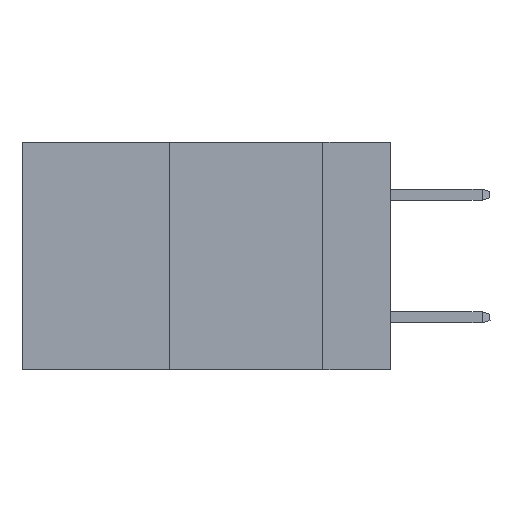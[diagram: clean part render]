
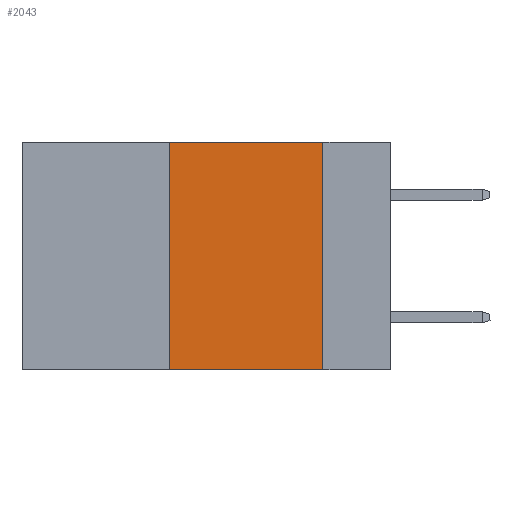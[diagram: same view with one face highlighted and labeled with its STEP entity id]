
A CAD part, left-side view. The second image highlights one B-rep face of the part: STEP entity #2043.
In plain terms, the highlighted planar face has unit normal (-1, 0, 0).
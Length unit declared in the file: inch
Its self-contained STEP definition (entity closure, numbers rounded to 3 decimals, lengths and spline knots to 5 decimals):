
#81 = EDGE_CURVE ( 'NONE', #2246, #3622, #3463, .T. ) ;
#247 = ORIENTED_EDGE ( 'NONE', *, *, #4677, .F. ) ;
#611 = VERTEX_POINT ( 'NONE', #3746 ) ;
#875 = EDGE_CURVE ( 'NONE', #611, #2246, #2672, .T. ) ;
#1082 = CARTESIAN_POINT ( 'NONE',  ( 0., 0.36, 0. ) ) ;
#1163 = VECTOR ( 'NONE', #4219, 39.37008 ) ;
#1540 = LINE ( 'NONE', #8028, #6821 ) ;
#1940 = EDGE_LOOP ( 'NONE', ( #247, #7285, #8683, #3882 ) ) ;
#2043 = ADVANCED_FACE ( 'NONE', ( #10394 ), #10161, .F. ) ;
#2246 = VERTEX_POINT ( 'NONE', #1082 ) ;
#2379 = CARTESIAN_POINT ( 'NONE',  ( 0., 0.11, -0.37 ) ) ;
#2489 = DIRECTION ( 'NONE',  ( 0., 0., -1. ) ) ;
#2672 = LINE ( 'NONE', #3123, #9462 ) ;
#2827 = DIRECTION ( 'NONE',  ( 0., 0., -1. ) ) ;
#3123 = CARTESIAN_POINT ( 'NONE',  ( 0., 0.36, 0. ) ) ;
#3463 = LINE ( 'NONE', #7377, #1163 ) ;
#3622 = VERTEX_POINT ( 'NONE', #8670 ) ;
#3746 = CARTESIAN_POINT ( 'NONE',  ( 0., 0.36, -0.37 ) ) ;
#3882 = ORIENTED_EDGE ( 'NONE', *, *, #9187, .T. ) ;
#4100 = DIRECTION ( 'NONE',  ( 0., 0., 1. ) ) ;
#4219 = DIRECTION ( 'NONE',  ( 0., -1., 0. ) ) ;
#4677 = EDGE_CURVE ( 'NONE', #3622, #5040, #1540, .T. ) ;
#5040 = VERTEX_POINT ( 'NONE', #2379 ) ;
#5382 = CARTESIAN_POINT ( 'NONE',  ( 0., 0.6, 0. ) ) ;
#6821 = VECTOR ( 'NONE', #2489, 39.37008 ) ;
#7285 = ORIENTED_EDGE ( 'NONE', *, *, #81, .F. ) ;
#7377 = CARTESIAN_POINT ( 'NONE',  ( 0., 0.6, 0. ) ) ;
#7625 = DIRECTION ( 'NONE',  ( 1., 0., 0. ) ) ;
#7985 = VECTOR ( 'NONE', #8694, 39.37008 ) ;
#8028 = CARTESIAN_POINT ( 'NONE',  ( 0., 0.11, 0. ) ) ;
#8670 = CARTESIAN_POINT ( 'NONE',  ( 0., 0.11, 0. ) ) ;
#8683 = ORIENTED_EDGE ( 'NONE', *, *, #875, .F. ) ;
#8694 = DIRECTION ( 'NONE',  ( 0., -1., 0. ) ) ;
#9187 = EDGE_CURVE ( 'NONE', #611, #5040, #10383, .T. ) ;
#9462 = VECTOR ( 'NONE', #4100, 39.37008 ) ;
#10161 = PLANE ( 'NONE',  #10169 ) ;
#10169 = AXIS2_PLACEMENT_3D ( 'NONE', #5382, #7625, #2827 ) ;
#10383 = LINE ( 'NONE', #10388, #7985 ) ;
#10388 = CARTESIAN_POINT ( 'NONE',  ( 0., 0.6, -0.37 ) ) ;
#10394 = FACE_OUTER_BOUND ( 'NONE', #1940, .T. ) ;
